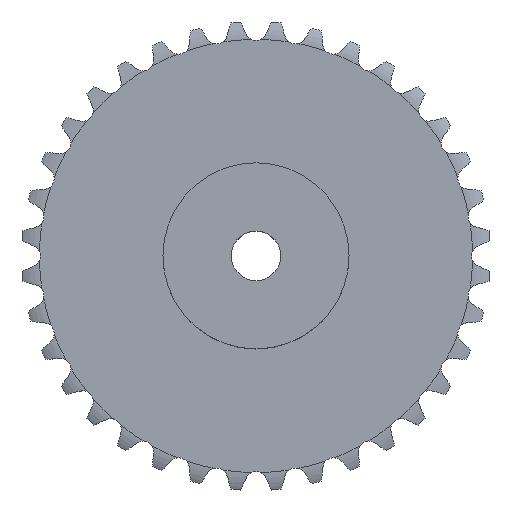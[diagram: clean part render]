
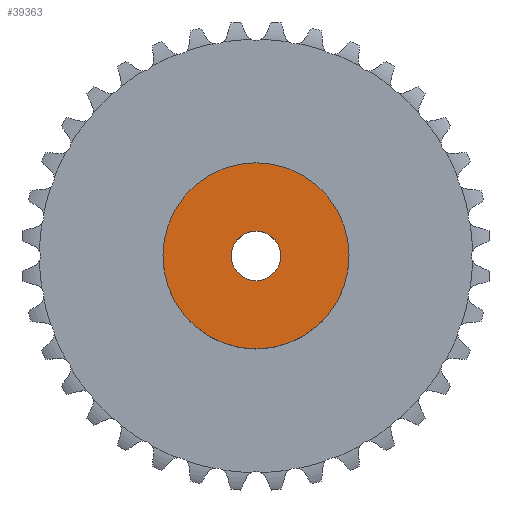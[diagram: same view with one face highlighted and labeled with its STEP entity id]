
A CAD part, top view. The second image highlights one B-rep face of the part: STEP entity #39363.
In plain terms, the highlighted planar face has unit normal (0, 0, 1).
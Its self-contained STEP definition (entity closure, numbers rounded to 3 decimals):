
#4485 = CYLINDRICAL_SURFACE('',#4486,15.);
#4486 = AXIS2_PLACEMENT_3D('',#4487,#4488,#4489);
#4487 = CARTESIAN_POINT('',(0.,0.,0.));
#4488 = DIRECTION('',(-0.,-0.,-1.));
#4489 = DIRECTION('',(1.,0.,0.));
#24926 = VERTEX_POINT('',#24927);
#24927 = CARTESIAN_POINT('',(15.,0.,16.));
#24948 = EDGE_CURVE('',#24926,#24926,#24949,.T.);
#24949 = SURFACE_CURVE('',#24950,(#24955,#24962),.PCURVE_S1.);
#24950 = CIRCLE('',#24951,15.);
#24951 = AXIS2_PLACEMENT_3D('',#24952,#24953,#24954);
#24952 = CARTESIAN_POINT('',(0.,0.,16.));
#24953 = DIRECTION('',(0.,0.,1.));
#24954 = DIRECTION('',(1.,0.,0.));
#24955 = PCURVE('',#4485,#24956);
#24956 = DEFINITIONAL_REPRESENTATION('',(#24957),#24961);
#24957 = LINE('',#24958,#24959);
#24958 = CARTESIAN_POINT('',(-0.,-16.));
#24959 = VECTOR('',#24960,1.);
#24960 = DIRECTION('',(-1.,0.));
#24961 = ( GEOMETRIC_REPRESENTATION_CONTEXT(2) 
PARAMETRIC_REPRESENTATION_CONTEXT() REPRESENTATION_CONTEXT('2D SPACE',''
  ) );
#24962 = PCURVE('',#24963,#24968);
#24963 = PLANE('',#24964);
#24964 = AXIS2_PLACEMENT_3D('',#24965,#24966,#24967);
#24965 = CARTESIAN_POINT('',(0.,0.,16.)
  );
#24966 = DIRECTION('',(0.,0.,1.));
#24967 = DIRECTION('',(1.,0.,0.));
#24968 = DEFINITIONAL_REPRESENTATION('',(#24969),#24973);
#24969 = CIRCLE('',#24970,15.);
#24970 = AXIS2_PLACEMENT_2D('',#24971,#24972);
#24971 = CARTESIAN_POINT('',(0.,0.));
#24972 = DIRECTION('',(1.,0.));
#24973 = ( GEOMETRIC_REPRESENTATION_CONTEXT(2) 
PARAMETRIC_REPRESENTATION_CONTEXT() REPRESENTATION_CONTEXT('2D SPACE',''
  ) );
#33437 = CYLINDRICAL_SURFACE('',#33438,4.);
#33438 = AXIS2_PLACEMENT_3D('',#33439,#33440,#33441);
#33439 = CARTESIAN_POINT('',(0.,0.,114.034));
#33440 = DIRECTION('',(0.,0.,1.));
#33441 = DIRECTION('',(1.,0.,0.));
#39363 = ADVANCED_FACE('',(#39364,#39367),#24963,.T.);
#39364 = FACE_BOUND('',#39365,.T.);
#39365 = EDGE_LOOP('',(#39366));
#39366 = ORIENTED_EDGE('',*,*,#24948,.T.);
#39367 = FACE_BOUND('',#39368,.T.);
#39368 = EDGE_LOOP('',(#39369));
#39369 = ORIENTED_EDGE('',*,*,#39370,.F.);
#39370 = EDGE_CURVE('',#39371,#39371,#39373,.T.);
#39371 = VERTEX_POINT('',#39372);
#39372 = CARTESIAN_POINT('',(4.,0.,16.));
#39373 = SURFACE_CURVE('',#39374,(#39379,#39386),.PCURVE_S1.);
#39374 = CIRCLE('',#39375,4.);
#39375 = AXIS2_PLACEMENT_3D('',#39376,#39377,#39378);
#39376 = CARTESIAN_POINT('',(0.,0.,16.));
#39377 = DIRECTION('',(0.,0.,1.));
#39378 = DIRECTION('',(1.,0.,0.));
#39379 = PCURVE('',#24963,#39380);
#39380 = DEFINITIONAL_REPRESENTATION('',(#39381),#39385);
#39381 = CIRCLE('',#39382,4.);
#39382 = AXIS2_PLACEMENT_2D('',#39383,#39384);
#39383 = CARTESIAN_POINT('',(0.,0.));
#39384 = DIRECTION('',(1.,0.));
#39385 = ( GEOMETRIC_REPRESENTATION_CONTEXT(2) 
PARAMETRIC_REPRESENTATION_CONTEXT() REPRESENTATION_CONTEXT('2D SPACE',''
  ) );
#39386 = PCURVE('',#33437,#39387);
#39387 = DEFINITIONAL_REPRESENTATION('',(#39388),#39392);
#39388 = LINE('',#39389,#39390);
#39389 = CARTESIAN_POINT('',(0.,-98.034));
#39390 = VECTOR('',#39391,1.);
#39391 = DIRECTION('',(1.,0.));
#39392 = ( GEOMETRIC_REPRESENTATION_CONTEXT(2) 
PARAMETRIC_REPRESENTATION_CONTEXT() REPRESENTATION_CONTEXT('2D SPACE',''
  ) );
